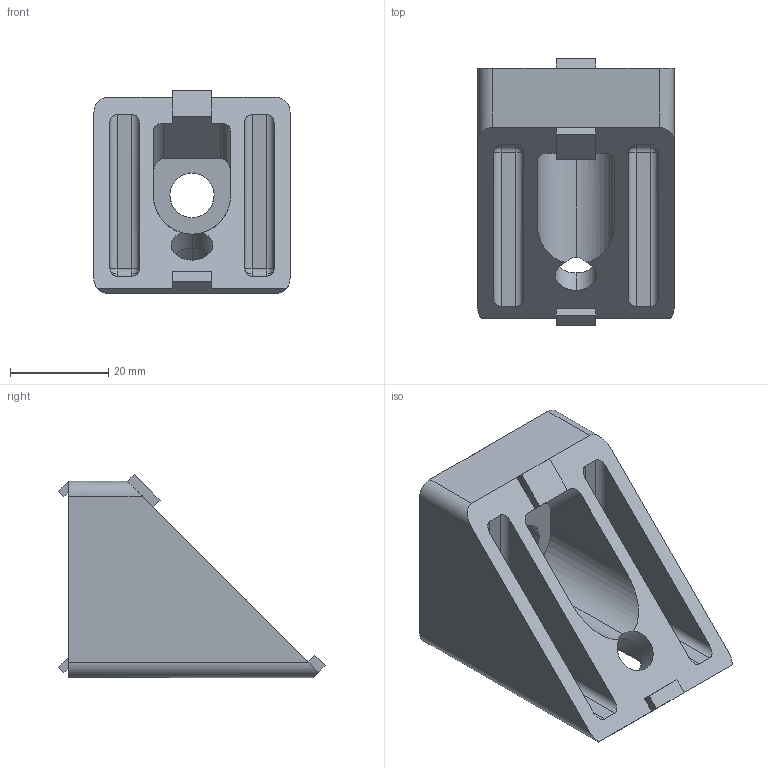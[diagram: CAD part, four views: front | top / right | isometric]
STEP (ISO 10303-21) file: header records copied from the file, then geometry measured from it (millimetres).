
FILE_DESCRIPTION (( 'STEP AP203' ), '1' );
FILE_NAME ('282655001_c_1.STEP', '2023-01-19T05:19:06', ( '' ), ( '' ), 'SwSTEP 2.0', 'SolidWorks 2014', '' );
FILE_SCHEMA (( 'CONFIG_CONTROL_DESIGN' ));
Length unit declared in the file: millimetre
Products named in the file (1): 282655001_c_1
Bounding box: 40 x 54.35 x 41.41 mm (x, y, z)
Volume: 32075.9 mm3; surface area: 13852.3 mm2
Topology: 1 solids, 1 shells, 100 faces, 255 edges, 154 vertices
Faces by surface type: plane 51, cylinder 36, bspline 12, cone 1
Entity records: 3260 total; most frequent: CARTESIAN_POINT 955, ORIENTED_EDGE 494, DIRECTION 420, EDGE_CURVE 247, VECTOR 160, LINE 160, VERTEX_POINT 154, AXIS2_PLACEMENT_3D 130
